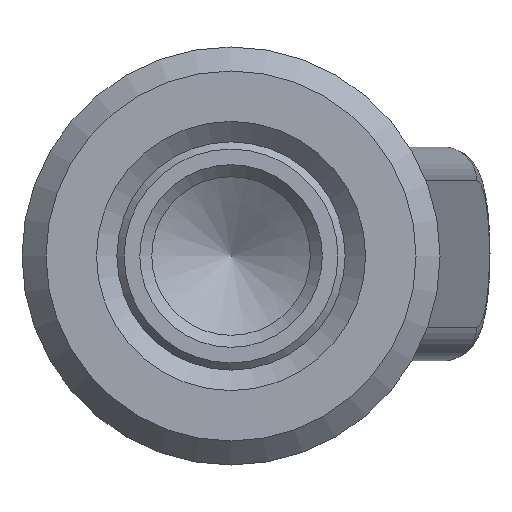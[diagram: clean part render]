
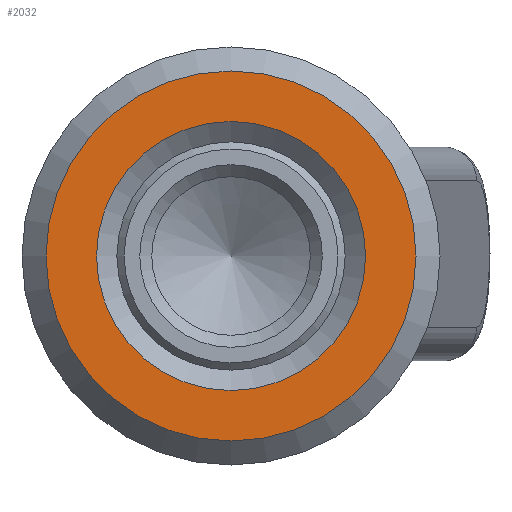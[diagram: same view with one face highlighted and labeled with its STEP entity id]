
A CAD part, left-side view. The second image highlights one B-rep face of the part: STEP entity #2032.
In plain terms, the highlighted planar face has unit normal (-1, 0, 0).
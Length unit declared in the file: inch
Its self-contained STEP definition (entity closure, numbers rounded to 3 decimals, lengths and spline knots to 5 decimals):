
#410=PLANE('',#2257);
#516=FACE_BOUND('',#805,.T.);
#630=FACE_OUTER_BOUND('',#804,.T.);
#804=EDGE_LOOP('',(#1804));
#805=EDGE_LOOP('',(#1805));
#836=CIRCLE('',#2060,0.56);
#932=CIRCLE('',#2254,0.77);
#953=VERTEX_POINT('',#2887);
#1099=VERTEX_POINT('',#3997);
#1128=EDGE_CURVE('',#953,#953,#836,.T.);
#1340=EDGE_CURVE('',#1099,#1099,#932,.T.);
#1804=ORIENTED_EDGE('',*,*,#1340,.F.);
#1805=ORIENTED_EDGE('',*,*,#1128,.T.);
#2032=ADVANCED_FACE('',(#630,#516),#410,.T.);
#2060=AXIS2_PLACEMENT_3D('',#2888,#2307,#2308);
#2254=AXIS2_PLACEMENT_3D('',#3998,#2776,#2777);
#2257=AXIS2_PLACEMENT_3D('',#4001,#2782,#2783);
#2307=DIRECTION('center_axis',(1.,0.,0.));
#2308=DIRECTION('ref_axis',(0.,1.,0.));
#2776=DIRECTION('center_axis',(1.,0.,0.));
#2777=DIRECTION('ref_axis',(0.,-1.,0.));
#2782=DIRECTION('center_axis',(-1.,0.,0.));
#2783=DIRECTION('ref_axis',(0.,0.,-1.));
#2887=CARTESIAN_POINT('',(0.03778,0.56,0.));
#2888=CARTESIAN_POINT('Origin',(0.03778,0.,0.));
#3997=CARTESIAN_POINT('',(0.03778,-0.77,0.));
#3998=CARTESIAN_POINT('Origin',(0.03778,0.,
0.));
#4001=CARTESIAN_POINT('Origin',(0.03778,-0.385,0.));
